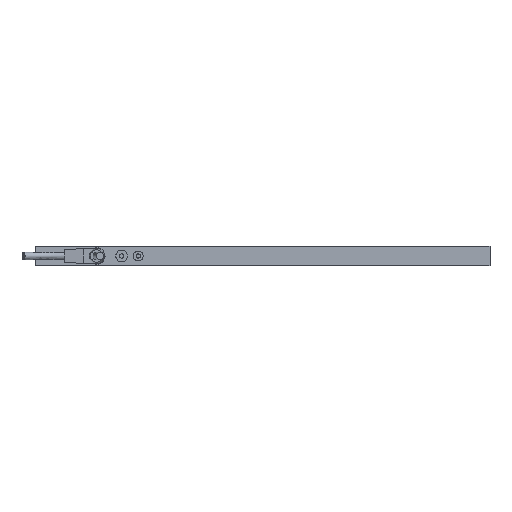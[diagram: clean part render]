
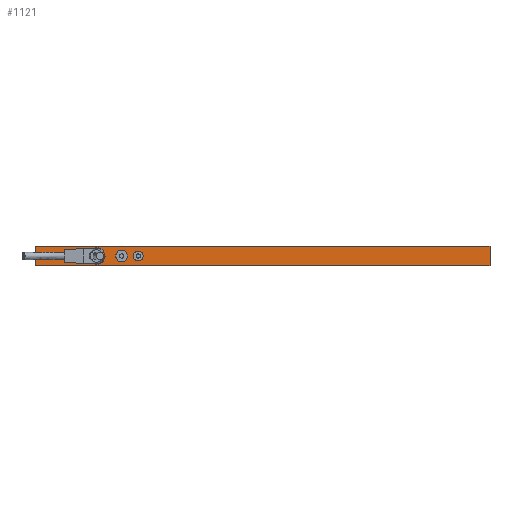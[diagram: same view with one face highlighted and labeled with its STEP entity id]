
A CAD part, left-side view. The second image highlights one B-rep face of the part: STEP entity #1121.
In plain terms, the highlighted planar face has unit normal (-1, 0, 0).
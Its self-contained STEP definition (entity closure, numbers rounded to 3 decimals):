
#258=CARTESIAN_POINT('',(-25.995,-10.375,4.5));
#259=VERTEX_POINT('',#258);
#275=CARTESIAN_POINT('',(-25.995,-10.375,7.5));
#276=VERTEX_POINT('',#275);
#283=CARTESIAN_POINT('',(-25.995,-10.375,6.));
#284=DIRECTION('',(1.0,0.0,0.0));
#285=DIRECTION('',(0.0,0.0,-1.0));
#286=AXIS2_PLACEMENT_3D('',#283,#284,#285);
#287=CIRCLE('',#286,1.5);
#288=EDGE_CURVE('',#259,#276,#287,.T.);
#300=CARTESIAN_POINT('',(-25.995,-35.375,3.));
#301=VERTEX_POINT('',#300);
#317=CARTESIAN_POINT('',(-25.995,-35.375,9.));
#318=VERTEX_POINT('',#317);
#325=CARTESIAN_POINT('',(-25.995,-35.375,6.));
#326=DIRECTION('',(1.0,0.0,0.0));
#327=DIRECTION('',(0.0,0.0,-1.0));
#328=AXIS2_PLACEMENT_3D('',#325,#326,#327);
#329=CIRCLE('',#328,3.);
#330=EDGE_CURVE('',#301,#318,#329,.T.);
#384=CARTESIAN_POINT('',(-25.995,-25.375,2.5));
#385=VERTEX_POINT('',#384);
#401=CARTESIAN_POINT('',(-25.995,-25.375,9.5));
#402=VERTEX_POINT('',#401);
#409=CARTESIAN_POINT('',(-25.995,-25.375,6.));
#410=DIRECTION('',(1.0,0.0,0.0));
#411=DIRECTION('',(0.0,0.0,-1.0));
#412=AXIS2_PLACEMENT_3D('',#409,#410,#411);
#413=CIRCLE('',#412,3.5);
#414=EDGE_CURVE('',#385,#402,#413,.T.);
#713=CARTESIAN_POINT('',(-25.995,-247.375,0.0));
#714=VERTEX_POINT('',#713);
#721=CARTESIAN_POINT('',(-25.995,26.625,0.0));
#722=VERTEX_POINT('',#721);
#723=CARTESIAN_POINT('',(-25.995,26.625,0.0));
#724=DIRECTION('',(0.0,-1.0,0.0));
#725=VECTOR('',#724,274.);
#726=LINE('',#723,#725);
#727=EDGE_CURVE('',#722,#714,#726,.T.);
#979=CARTESIAN_POINT('',(-25.995,-25.375,6.));
#980=DIRECTION('',(1.0,0.0,0.0));
#981=DIRECTION('',(0.0,0.0,-1.0));
#982=AXIS2_PLACEMENT_3D('',#979,#980,#981);
#983=CIRCLE('',#982,3.5);
#984=EDGE_CURVE('',#402,#385,#983,.T.);
#1041=CARTESIAN_POINT('',(-25.995,-35.375,6.));
#1042=DIRECTION('',(1.0,0.0,0.0));
#1043=DIRECTION('',(0.0,0.0,-1.0));
#1044=AXIS2_PLACEMENT_3D('',#1041,#1042,#1043);
#1045=CIRCLE('',#1044,3.);
#1046=EDGE_CURVE('',#318,#301,#1045,.T.);
#1073=CARTESIAN_POINT('',(-25.995,-247.375,0.0));
#1074=DIRECTION('',(-1.0,0.0,0.0));
#1075=DIRECTION('',(0.0,0.0,1.0));
#1076=AXIS2_PLACEMENT_3D('',#1073,#1074,#1075);
#1077=PLANE('',#1076);
#1078=CARTESIAN_POINT('',(-25.995,-247.375,12.));
#1079=VERTEX_POINT('',#1078);
#1080=CARTESIAN_POINT('',(-25.995,26.625,12.));
#1081=VERTEX_POINT('',#1080);
#1082=CARTESIAN_POINT('',(-25.995,-247.375,12.));
#1083=DIRECTION('',(0.0,1.0,0.0));
#1084=VECTOR('',#1083,274.);
#1085=LINE('',#1082,#1084);
#1086=EDGE_CURVE('',#1079,#1081,#1085,.T.);
#1087=ORIENTED_EDGE('',*,*,#1086,.T.);
#1088=CARTESIAN_POINT('',(-25.995,26.625,0.0));
#1089=DIRECTION('',(0.0,0.0,1.0));
#1090=VECTOR('',#1089,12.);
#1091=LINE('',#1088,#1090);
#1092=EDGE_CURVE('',#722,#1081,#1091,.T.);
#1093=ORIENTED_EDGE('',*,*,#1092,.F.);
#1094=ORIENTED_EDGE('',*,*,#727,.T.);
#1095=CARTESIAN_POINT('',(-25.995,-247.375,0.0));
#1096=DIRECTION('',(0.0,0.0,1.0));
#1097=VECTOR('',#1096,12.);
#1098=LINE('',#1095,#1097);
#1099=EDGE_CURVE('',#714,#1079,#1098,.T.);
#1100=ORIENTED_EDGE('',*,*,#1099,.T.);
#1101=EDGE_LOOP('',(#1087,#1093,#1094,#1100));
#1102=FACE_OUTER_BOUND('',#1101,.T.);
#1103=ORIENTED_EDGE('',*,*,#984,.T.);
#1104=ORIENTED_EDGE('',*,*,#414,.T.);
#1105=EDGE_LOOP('',(#1103,#1104));
#1106=FACE_BOUND('',#1105,.T.);
#1107=CARTESIAN_POINT('',(-25.995,-10.375,6.));
#1108=DIRECTION('',(1.0,0.0,0.0));
#1109=DIRECTION('',(0.0,0.0,-1.0));
#1110=AXIS2_PLACEMENT_3D('',#1107,#1108,#1109);
#1111=CIRCLE('',#1110,1.5);
#1112=EDGE_CURVE('',#276,#259,#1111,.T.);
#1113=ORIENTED_EDGE('',*,*,#1112,.T.);
#1114=ORIENTED_EDGE('',*,*,#288,.T.);
#1115=EDGE_LOOP('',(#1113,#1114));
#1116=FACE_BOUND('',#1115,.T.);
#1117=ORIENTED_EDGE('',*,*,#1046,.T.);
#1118=ORIENTED_EDGE('',*,*,#330,.T.);
#1119=EDGE_LOOP('',(#1117,#1118));
#1120=FACE_BOUND('',#1119,.T.);
#1121=ADVANCED_FACE('',(#1102,#1106,#1116,#1120),#1077,.T.);
